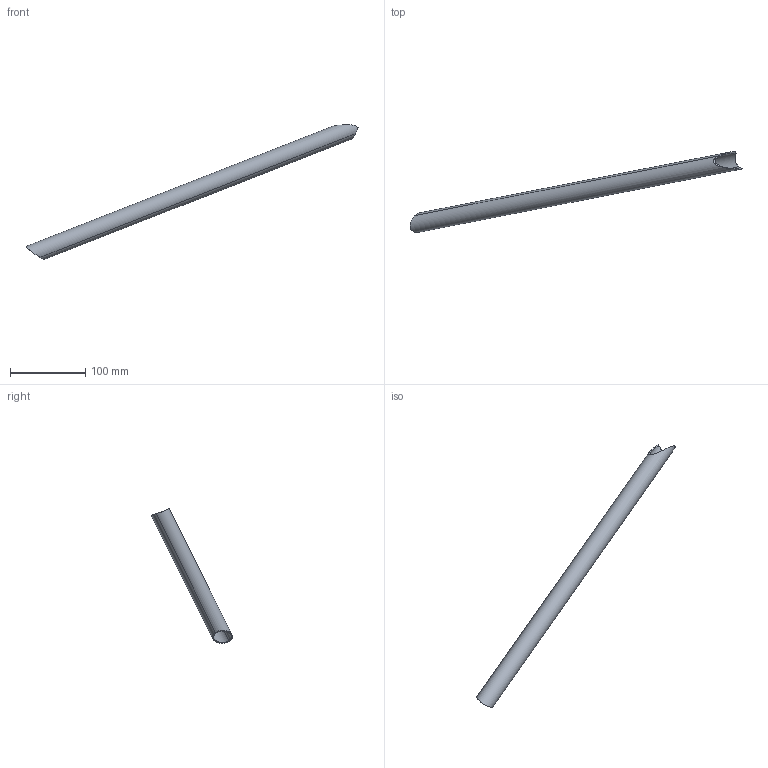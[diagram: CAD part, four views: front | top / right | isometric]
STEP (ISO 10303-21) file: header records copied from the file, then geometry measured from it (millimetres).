
FILE_DESCRIPTION(('STEP AP214'),'1');
FILE_NAME('6.stp','2018-02-08T14:28:57',(' '),(' '),'Spatial InterOp 3D',' ',' ');
FILE_SCHEMA(('automotive_design'));
Length unit declared in the file: metre
Products named in the file (1): Corps1
Bounding box: 441.68 x 107.43 x 179.08 mm (x, y, z)
Volume: 49952.5 mm3; surface area: 66943.5 mm2
Topology: 1 solids, 1 shells, 10 faces, 30 edges, 21 vertices
Faces by surface type: cylinder 9, plane 1
Entity records: 708 total; most frequent: CARTESIAN_POINT 341, ORIENTED_EDGE 60, DIRECTION 48, EDGE_CURVE 30, AXIS2_PLACEMENT_3D 21, VERTEX_POINT 21, B_SPLINE_CURVE_WITH_KNOTS 14, STYLED_ITEM 11
